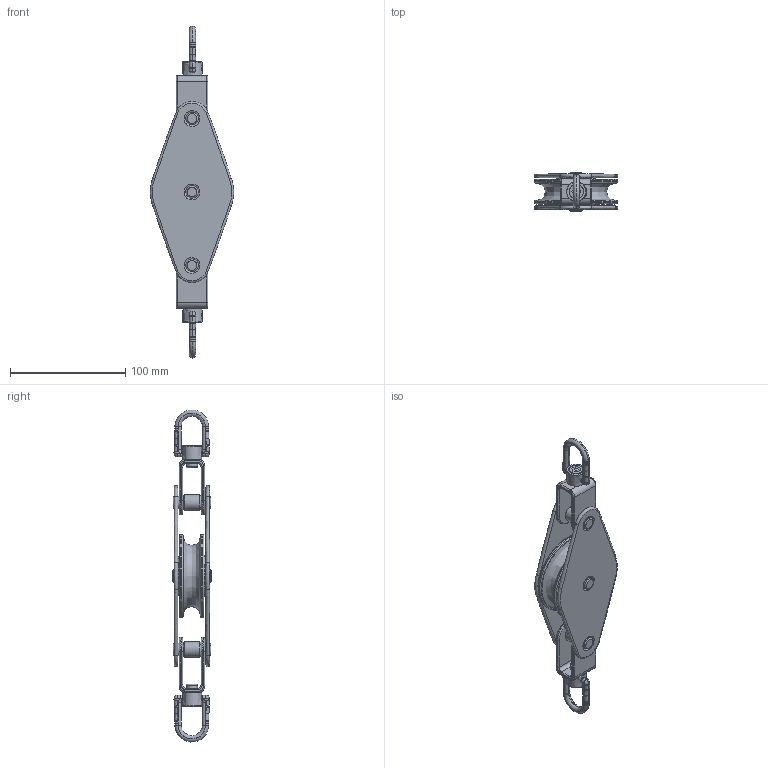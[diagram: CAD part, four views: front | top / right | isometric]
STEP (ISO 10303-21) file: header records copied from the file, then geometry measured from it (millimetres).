
FILE_DESCRIPTION(('FreeCAD Model'),'2;1');
FILE_NAME('Open CASCADE Shape Model','2025-04-26T04:46:34',('FreeCAD'),( 'FreeCAD'),'Open CASCADE STEP processor 7.6','FreeCAD','Unknown');
FILE_SCHEMA(('AUTOMOTIVE_DESIGN { 1 0 10303 214 1 1 1 1 }'));
Products named in the file (1): Open CASCADE STEP translator 7.6 1
Bounding box: 72.35 x 33.81 x 288.62 mm (x, y, z)
Volume: 152192.3 mm3; surface area: 70489.6 mm2
Topology: 12 solids, 12 shells, 941 faces, 2509 edges, 1600 vertices
Faces by surface type: bspline 941
Entity records: 35894 total; most frequent: CARTESIAN_POINT 21799, ORIENTED_EDGE 4978, EDGE_CURVE 2489, VERTEX_POINT 1600, B_SPLINE_CURVE_WITH_KNOTS 1446, FACE_BOUND 987, EDGE_LOOP 987, ADVANCED_FACE 941
